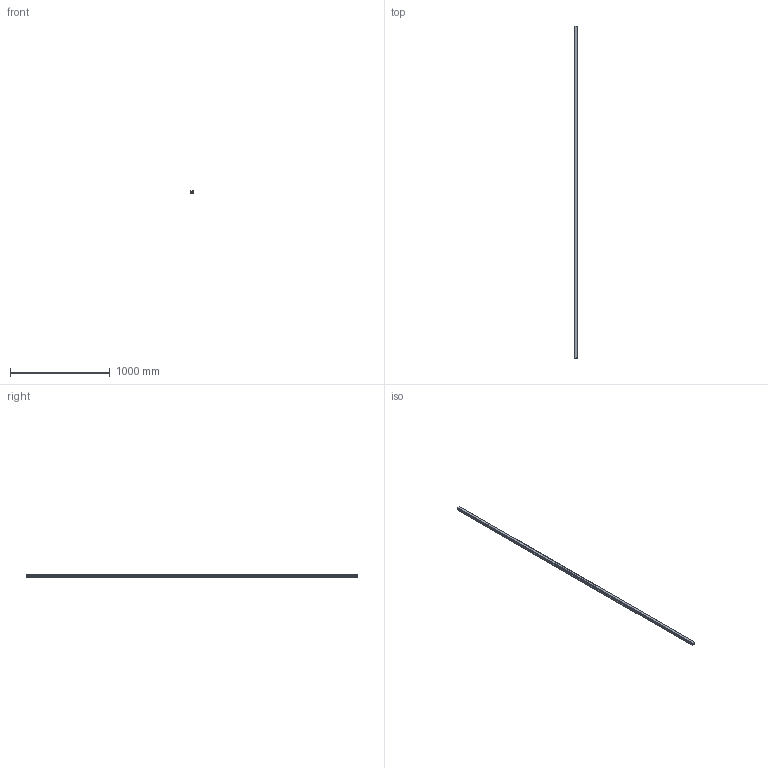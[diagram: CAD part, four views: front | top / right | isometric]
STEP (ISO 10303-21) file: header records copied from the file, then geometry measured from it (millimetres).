
FILE_DESCRIPTION(('STEP AP214'),'1');
FILE_NAME('cctmp_05EADE01-667E-4B8B-A9E4-7C0A529ED0CB_2021_01_27_12_13_30_0668..stp','2021-01-27T11:13:30',('HIWIN GmbH'),('CADClick - www.CADClick.com'),'Spatial InterOp 3D',' ','unknown authorization');
FILE_SCHEMA(('AUTOMOTIVE_DESIGN'));
Length unit declared in the file: millimetre
Products named in the file (1): HGR35T3330C_FILE
Bounding box: 34 x 3330 x 29 mm (x, y, z)
Volume: 2808516.2 mm3; surface area: 451017.2 mm2
Topology: 1 solids, 1 shells, 283 faces, 747 edges, 428 vertices
Faces by surface type: cylinder 106, plane 93, cone 84
Entity records: 10361 total; most frequent: DIRECTION 1443, CARTESIAN_POINT 1375, ORIENTED_EDGE 1326, EDGE_CURVE 663, AXIS2_PLACEMENT_3D 496, LINE 451, VECTOR 451, VERTEX_POINT 428
